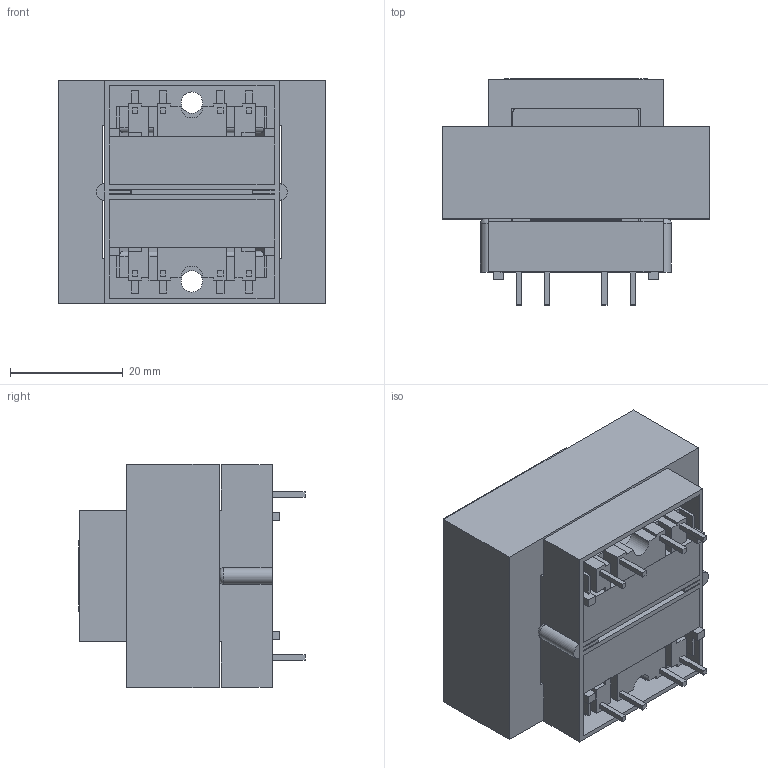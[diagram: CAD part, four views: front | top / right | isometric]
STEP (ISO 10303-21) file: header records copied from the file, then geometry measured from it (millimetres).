
FILE_DESCRIPTION (( 'STEP AP214' ), '1' );
FILE_NAME ('CL2-10R-XX.STEP', '2018-05-01T12:16:09', ( '' ), ( '' ), 'SwSTEP 2.0', 'SolidWorks 2017', '' );
FILE_SCHEMA (( 'AUTOMOTIVE_DESIGN' ));
Length unit declared in the file: inch
Products named in the file (1): CL2-10R-XX
Bounding box: 47.62 x 40.18 x 39.7 mm (x, y, z)
Volume: 34676.1 mm3; surface area: 28396.8 mm2
Topology: 7 solids, 7 shells, 843 faces, 2396 edges, 1582 vertices
Faces by surface type: plane 630, bspline 163, cylinder 48, torus 2
Full cylindrical faces by diameter (mm): 3.81 x4
Entity records: 46139 total; most frequent: CARTESIAN_POINT 14489, ORIENTED_EDGE 4784, DIRECTION 3546, EDGE_CURVE 2392, VECTOR 1940, LINE 1940, VERTEX_POINT 1582, EDGE_LOOP 926
